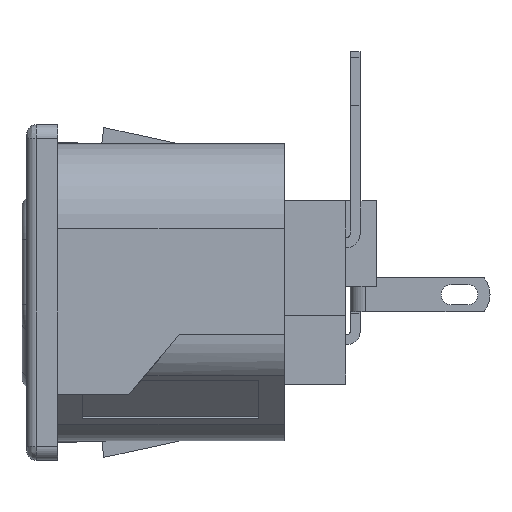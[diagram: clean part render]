
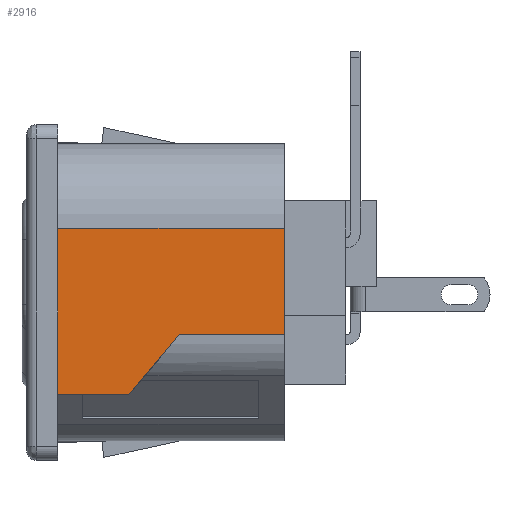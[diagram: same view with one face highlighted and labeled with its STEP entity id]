
A CAD part, left-side view. The second image highlights one B-rep face of the part: STEP entity #2916.
In plain terms, the highlighted planar face has unit normal (-1, 0, 0).
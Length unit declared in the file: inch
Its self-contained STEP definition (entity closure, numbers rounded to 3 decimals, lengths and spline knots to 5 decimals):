
#353 = VERTEX_POINT ( 'NONE', #8810 ) ;
#1268 = ORIENTED_EDGE ( 'NONE', *, *, #6265, .F. ) ;
#1575 = EDGE_CURVE ( 'NONE', #353, #3949, #8753, .T. ) ;
#1627 = VECTOR ( 'NONE', #4873, 39.37008 ) ;
#1887 = EDGE_CURVE ( 'NONE', #2261, #13542, #8101, .T. ) ;
#2155 = VECTOR ( 'NONE', #7245, 39.37008 ) ;
#2184 = DIRECTION ( 'NONE',  ( 0., 1., 0. ) ) ;
#2261 = VERTEX_POINT ( 'NONE', #9407 ) ;
#2556 = VERTEX_POINT ( 'NONE', #3608 ) ;
#2847 = FACE_OUTER_BOUND ( 'NONE', #4783, .T. ) ;
#2916 = ADVANCED_FACE ( 'NONE', ( #2847 ), #12509, .T. ) ;
#3445 = EDGE_CURVE ( 'NONE', #13542, #3949, #8917, .T. ) ;
#3608 = CARTESIAN_POINT ( 'NONE',  ( -0.62795, -0.39303, -0.13671 ) ) ;
#3949 = VERTEX_POINT ( 'NONE', #13093 ) ;
#4783 = EDGE_LOOP ( 'NONE', ( #5275, #10628, #6794, #9697, #7664, #1268 ) ) ;
#4873 = DIRECTION ( 'NONE',  ( 0., 0., 1. ) ) ;
#4900 = LINE ( 'NONE', #4988, #5750 ) ;
#4988 = CARTESIAN_POINT ( 'NONE',  ( -0.62795, -0.23, -0.331 ) ) ;
#5275 = ORIENTED_EDGE ( 'NONE', *, *, #1887, .T. ) ;
#5648 = LINE ( 'NONE', #8104, #9202 ) ;
#5750 = VECTOR ( 'NONE', #12422, 39.37008 ) ;
#6265 = EDGE_CURVE ( 'NONE', #2261, #2556, #5648, .T. ) ;
#6370 = CARTESIAN_POINT ( 'NONE',  ( -0.62795, 0., -0.331 ) ) ;
#6493 = DIRECTION ( 'NONE',  ( 0., 0., 1. ) ) ;
#6794 = ORIENTED_EDGE ( 'NONE', *, *, #1575, .F. ) ;
#6906 = DIRECTION ( 'NONE',  ( 0., 0., 1. ) ) ;
#6919 = LINE ( 'NONE', #11917, #2155 ) ;
#6957 = VECTOR ( 'NONE', #15172, 39.37008 ) ;
#7170 = VECTOR ( 'NONE', #6906, 39.37008 ) ;
#7245 = DIRECTION ( 'NONE',  ( 0., 0.643, -0.766 ) ) ;
#7512 = EDGE_CURVE ( 'NONE', #2556, #13645, #6919, .T. ) ;
#7612 = CARTESIAN_POINT ( 'NONE',  ( -0.62795, -0.23, -0.331 ) ) ;
#7664 = ORIENTED_EDGE ( 'NONE', *, *, #7512, .F. ) ;
#7673 = DIRECTION ( 'NONE',  ( -1., 0., 0. ) ) ;
#8101 = LINE ( 'NONE', #12933, #7170 ) ;
#8104 = CARTESIAN_POINT ( 'NONE',  ( -0.62795, -0.73268, -0.13671 ) ) ;
#8753 = LINE ( 'NONE', #6370, #1627 ) ;
#8810 = CARTESIAN_POINT ( 'NONE',  ( -0.62795, 0., -0.331 ) ) ;
#8917 = LINE ( 'NONE', #10349, #6957 ) ;
#9202 = VECTOR ( 'NONE', #2184, 39.37008 ) ;
#9407 = CARTESIAN_POINT ( 'NONE',  ( -0.62795, -0.73268, -0.13671 ) ) ;
#9697 = ORIENTED_EDGE ( 'NONE', *, *, #11115, .F. ) ;
#10349 = CARTESIAN_POINT ( 'NONE',  ( -0.62795, -0.73268, 0.20787 ) ) ;
#10628 = ORIENTED_EDGE ( 'NONE', *, *, #3445, .T. ) ;
#10740 = AXIS2_PLACEMENT_3D ( 'NONE', #11094, #7673, #6493 ) ;
#11094 = CARTESIAN_POINT ( 'NONE',  ( -0.62795, -0.73268, -0.13671 ) ) ;
#11115 = EDGE_CURVE ( 'NONE', #13645, #353, #4900, .T. ) ;
#11917 = CARTESIAN_POINT ( 'NONE',  ( -0.62795, -0.39303, -0.13671 ) ) ;
#12422 = DIRECTION ( 'NONE',  ( 0., 1., 0. ) ) ;
#12509 = PLANE ( 'NONE',  #10740 ) ;
#12933 = CARTESIAN_POINT ( 'NONE',  ( -0.62795, -0.73268, -0.13671 ) ) ;
#13093 = CARTESIAN_POINT ( 'NONE',  ( -0.62795, 0., 0.20787 ) ) ;
#13542 = VERTEX_POINT ( 'NONE', #14589 ) ;
#13645 = VERTEX_POINT ( 'NONE', #7612 ) ;
#14589 = CARTESIAN_POINT ( 'NONE',  ( -0.62795, -0.73268, 0.20787 ) ) ;
#15172 = DIRECTION ( 'NONE',  ( 0., 1., 0. ) ) ;
